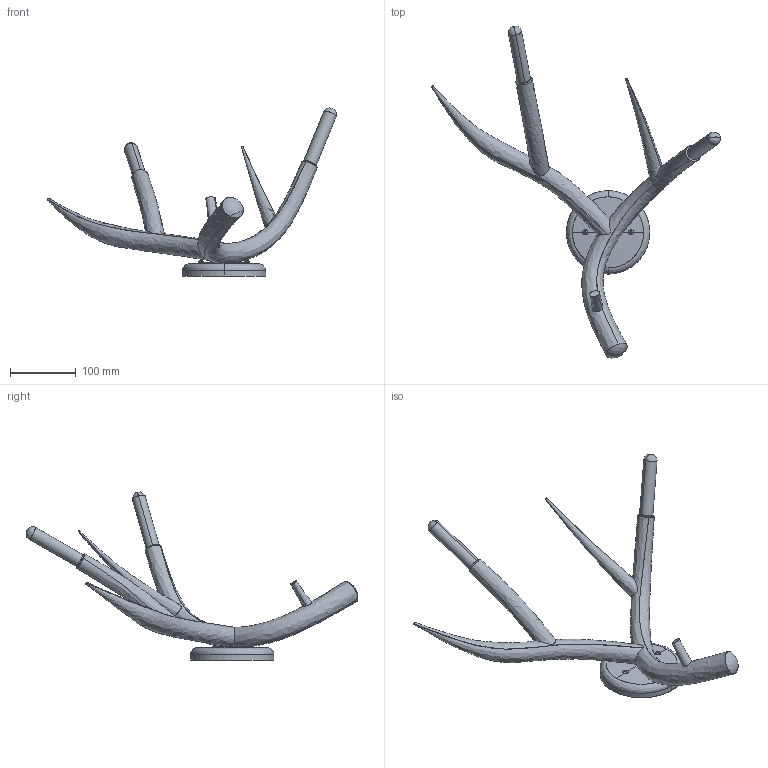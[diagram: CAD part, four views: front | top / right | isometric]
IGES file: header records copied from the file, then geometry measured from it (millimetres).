
Start section: SolidWorks IGES file using analytic representation for surfaces
Global section: file name: ANTSHW - Superordinate Antler Sconce.IGS; native system: SolidWorks 2015; preprocessor: SolidWorks 2015; author: Design; date: 190624.143305; units: millimetre
Bounding box: 441.06 x 506.08 x 256.18 mm (x, y, z)
Surface area: 136489.3 mm2 (no closed solid volume)
Topology: 0 solids, 0 shells, 114 faces, 1857 edges, 1857 vertices
Faces by surface type: bspline 82, revolution 32
